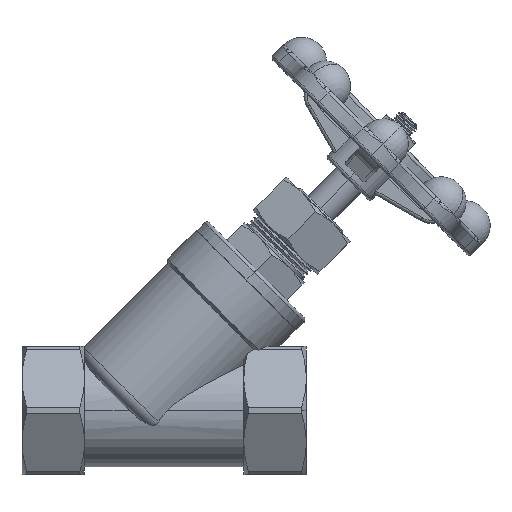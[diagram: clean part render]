
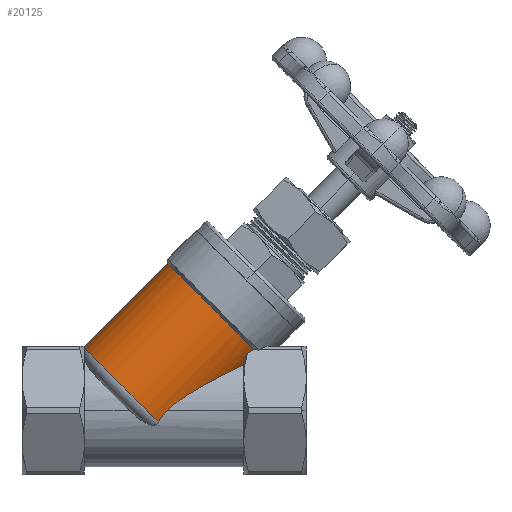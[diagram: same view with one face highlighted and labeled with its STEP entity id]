
A CAD part, top view. The second image highlights one B-rep face of the part: STEP entity #20125.
In plain terms, the highlighted cylindrical face has radius 21.5 mm (diameter 43 mm), a partial arc.
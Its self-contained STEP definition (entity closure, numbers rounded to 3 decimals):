
#1446 = CARTESIAN_POINT ( 'NONE',  ( 25.5, 15.672, 11.838 ) ) ;
#1546 = AXIS2_PLACEMENT_3D ( 'NONE', #38957, #43276, #42819 ) ;
#1891 = ORIENTED_EDGE ( 'NONE', *, *, #22608, .F. ) ;
#2161 = ORIENTED_EDGE ( 'NONE', *, *, #13716, .T. ) ;
#2762 = VERTEX_POINT ( 'NONE', #8391 ) ;
#3532 = CARTESIAN_POINT ( 'NONE',  ( 2.89, 1.678, 17.926 ) ) ;
#4365 = CARTESIAN_POINT ( 'NONE',  ( 11.048, 7.166, 16.526 ) ) ;
#4410 = CARTESIAN_POINT ( 'NONE',  ( 25.5, 14.583, 10.551 ) ) ;
#4923 = ORIENTED_EDGE ( 'NONE', *, *, #19079, .T. ) ;
#6265 = CARTESIAN_POINT ( 'NONE',  ( 17.389, 10.6, 14.611 ) ) ;
#6320 = ORIENTED_EDGE ( 'NONE', *, *, #42340, .F. ) ;
#6462 = EDGE_CURVE ( 'NONE', #2762, #13320, #14341, .T. ) ;
#6873 = ORIENTED_EDGE ( 'NONE', *, *, #18157, .T. ) ;
#7208 = DIRECTION ( 'NONE',  ( -0.707, 0.707, 0. ) ) ;
#7230 = CARTESIAN_POINT ( 'NONE',  ( -25.5, 19.899, 4.185 ) ) ;
#7798 = CARTESIAN_POINT ( 'NONE',  ( 25.5, 16.287, 12.45 ) ) ;
#7814 = EDGE_CURVE ( 'NONE', #9841, #13439, #20771, .T. ) ;
#7890 = CARTESIAN_POINT ( 'NONE',  ( -25.5, 20.481, 1.406 ) ) ;
#8391 = CARTESIAN_POINT ( 'NONE',  ( -25.5, 20.481, 0. ) ) ;
#8405 = EDGE_CURVE ( 'NONE', #13439, #18813, #15270, .T. ) ;
#9163 = CARTESIAN_POINT ( 'NONE',  ( 0.771, -0.281, 18. ) ) ;
#9635 = CARTESIAN_POINT ( 'NONE',  ( -1.033, -2.408, 17.849 ) ) ;
#9841 = VERTEX_POINT ( 'NONE', #23332 ) ;
#9888 = CARTESIAN_POINT ( 'NONE',  ( 12.104, 7.765, 16.253 ) ) ;
#10110 = CARTESIAN_POINT ( 'NONE',  ( 25.5, 14.583, 10.551 ) ) ;
#10392 = CARTESIAN_POINT ( 'NONE',  ( 26.251, 17.543, 12.943 ) ) ;
#10612 = CARTESIAN_POINT ( 'NONE',  ( 25.5, 16.287, 12.45 ) ) ;
#10710 = DIRECTION ( 'NONE',  ( 0.707, 0.707, 0. ) ) ;
#10875 = CARTESIAN_POINT ( 'NONE',  ( 27.998, 19.023, 12.688 ) ) ;
#10930 = CARTESIAN_POINT ( 'NONE',  ( -28.619, 17.362, 0. ) ) ;
#12399 = CIRCLE ( 'NONE', #1546, 21.5 ) ;
#13307 = CARTESIAN_POINT ( 'NONE',  ( 1.493, 0.44, 18. ) ) ;
#13320 = VERTEX_POINT ( 'NONE', #43620 ) ;
#13439 = VERTEX_POINT ( 'NONE', #20425 ) ;
#13716 = EDGE_CURVE ( 'NONE', #43288, #16451, #15053, .T. ) ;
#14341 = LINE ( 'NONE', #10930, #43582 ) ;
#15053 = CIRCLE ( 'NONE', #36843, 21.5 ) ;
#15270 = B_SPLINE_CURVE_WITH_KNOTS ( 'NONE', 3,
 ( #41554, #10392, #24279, #10612 ),
 .UNSPECIFIED., .F., .F.,
 ( 4, 4 ),
 ( 0.001, 0.004 ),
 .UNSPECIFIED. ) ;
#16030 = CARTESIAN_POINT ( 'NONE',  ( 25.5, 16.287, 12.45 ) ) ;
#16037 = VERTEX_POINT ( 'NONE', #18538 ) ;
#16232 = CARTESIAN_POINT ( 'NONE',  ( -1.477, -3.058, 17.752 ) ) ;
#16451 = VERTEX_POINT ( 'NONE', #42948 ) ;
#16717 = CARTESIAN_POINT ( 'NONE',  ( 4.85, 3.218, 17.727 ) ) ;
#17682 = CARTESIAN_POINT ( 'NONE',  ( -10.588, 4.988, 0. ) ) ;
#18157 = EDGE_CURVE ( 'NONE', #2762, #43288, #39096, .T. ) ;
#18538 = CARTESIAN_POINT ( 'NONE',  ( 25.5, 14.583, 10.551 ) ) ;
#18813 = VERTEX_POINT ( 'NONE', #16030 ) ;
#19079 = EDGE_CURVE ( 'NONE', #9841, #13320, #12399, .T. ) ;
#20125 = ADVANCED_FACE ( 'NONE', ( #22905 ), #43591, .T. ) ;
#20352 = CARTESIAN_POINT ( 'NONE',  ( 1.053, 0., 18. ) ) ;
#20425 = CARTESIAN_POINT ( 'NONE',  ( 26.626, 18.176, 13.177 ) ) ;
#20432 = CARTESIAN_POINT ( 'NONE',  ( 1.053, 0., 18. ) ) ;
#20771 =( BOUNDED_CURVE ( )  B_SPLINE_CURVE ( 3, ( #34354, #10875, #35027, #28177 ),
 .UNSPECIFIED., .F., .F. ) 
 B_SPLINE_CURVE_WITH_KNOTS ( ( 4, 4 ),
 ( 1.8, 1.843 ),
 .UNSPECIFIED. ) 
 CURVE ( )  GEOMETRIC_REPRESENTATION_ITEM ( )  RATIONAL_B_SPLINE_CURVE ( ( 1., 1., 1., 1. ) ) 
 REPRESENTATION_ITEM ( '' )  );
#20982 = B_SPLINE_CURVE_WITH_KNOTS ( 'NONE', 3,
 ( #37148, #9163, #36480, #30122, #23056, #9635, #16232, #43756 ),
 .UNSPECIFIED., .F., .F.,
 ( 4, 2, 2, 4 ),
 ( 0.03, 0.031, 0.032, 0.034 ),
 .UNSPECIFIED. ) ;
#21108 = CARTESIAN_POINT ( 'NONE',  ( -25.5, 20.287, 2.806 ) ) ;
#21677 = CARTESIAN_POINT ( 'NONE',  ( 25.5, 15.104, 11.205 ) ) ;
#22380 = ORIENTED_EDGE ( 'NONE', *, *, #6462, .F. ) ;
#22608 = EDGE_CURVE ( 'NONE', #18813, #16037, #36451, .T. ) ;
#22690 = CARTESIAN_POINT ( 'NONE',  ( -13.416, 2.159, 0. ) ) ;
#22878 = EDGE_LOOP ( 'NONE', ( #22380, #6873, #2161, #6320, #28128, #1891, #29769, #23853, #4923 ) ) ;
#22905 = FACE_OUTER_BOUND ( 'NONE', #22878, .T. ) ;
#23056 = CARTESIAN_POINT ( 'NONE',  ( -0.295, -1.472, 17.942 ) ) ;
#23332 = CARTESIAN_POINT ( 'NONE',  ( 28.683, 19.457, 12.438 ) ) ;
#23755 = DIRECTION ( 'NONE',  ( -0.707, 0.707, 0. ) ) ;
#23778 = CARTESIAN_POINT ( 'NONE',  ( 7.911, 5.281, 17.222 ) ) ;
#23853 = ORIENTED_EDGE ( 'NONE', *, *, #7814, .F. ) ;
#24242 = CARTESIAN_POINT ( 'NONE',  ( 8.951, 5.924, 17.01 ) ) ;
#24279 = CARTESIAN_POINT ( 'NONE',  ( 25.875, 16.913, 12.7 ) ) ;
#27937 = B_SPLINE_CURVE_WITH_KNOTS ( 'NONE', 3,
 ( #10110, #35518, #37861, #44470, #37404, #6265, #38306, #9888, #4365, #24242, #23778, #44906, #16717, #34018, #3532, #30621, #13307, #20352 ),
 .UNSPECIFIED., .F., .F.,
 ( 4, 2, 2, 2, 2, 2, 2, 2, 4 ),
 ( 0., 0.004, 0.007, 0.015, 0.019, 0.022, 0.026, 0.028, 0.03 ),
 .UNSPECIFIED. ) ;
#28128 = ORIENTED_EDGE ( 'NONE', *, *, #29854, .F. ) ;
#28177 = CARTESIAN_POINT ( 'NONE',  ( 26.626, 18.176, 13.177 ) ) ;
#29769 = ORIENTED_EDGE ( 'NONE', *, *, #8405, .F. ) ;
#29854 = EDGE_CURVE ( 'NONE', #16037, #36538, #27937, .T. ) ;
#30122 = CARTESIAN_POINT ( 'NONE',  ( -0.036, -1.165, 17.965 ) ) ;
#30621 = CARTESIAN_POINT ( 'NONE',  ( 1.95, 0.862, 17.984 ) ) ;
#34018 = CARTESIAN_POINT ( 'NONE',  ( 3.374, 2.073, 17.884 ) ) ;
#34354 = CARTESIAN_POINT ( 'NONE',  ( 28.683, 19.457, 12.438 ) ) ;
#35027 = CARTESIAN_POINT ( 'NONE',  ( 27.312, 18.596, 12.935 ) ) ;
#35518 = CARTESIAN_POINT ( 'NONE',  ( 24.527, 14.12, 11.192 ) ) ;
#35630 = DIRECTION ( 'NONE',  ( 0.707, 0.707, 0. ) ) ;
#36322 = DIRECTION ( 'NONE',  ( 0.707, 0.707, 0. ) ) ;
#36451 =( BOUNDED_CURVE ( )  B_SPLINE_CURVE ( 3, ( #7798, #1446, #21677, #4410 ),
 .UNSPECIFIED., .F., .T. ) 
 B_SPLINE_CURVE_WITH_KNOTS ( ( 4, 4 ),
 ( 2.524, 2.629 ),
 .UNSPECIFIED. ) 
 CURVE ( )  GEOMETRIC_REPRESENTATION_ITEM ( )  RATIONAL_B_SPLINE_CURVE ( ( 1., 0.999, 0.999, 1. ) ) 
 REPRESENTATION_ITEM ( '' )  );
#36480 = CARTESIAN_POINT ( 'NONE',  ( 0.497, -0.57, 17.993 ) ) ;
#36538 = VERTEX_POINT ( 'NONE', #20432 ) ;
#36843 = AXIS2_PLACEMENT_3D ( 'NONE', #17682, #35630, #7208 ) ;
#37148 = CARTESIAN_POINT ( 'NONE',  ( 1.053, 0., 18. ) ) ;
#37404 = CARTESIAN_POINT ( 'NONE',  ( 20.489, 12.155, 13.294 ) ) ;
#37861 = CARTESIAN_POINT ( 'NONE',  ( 23.532, 13.642, 11.765 ) ) ;
#38306 = CARTESIAN_POINT ( 'NONE',  ( 15.282, 9.512, 15.338 ) ) ;
#38957 = CARTESIAN_POINT ( 'NONE',  ( 16.282, 31.858, 0. ) ) ;
#39050 = CARTESIAN_POINT ( 'NONE',  ( -25.5, 20.481, 0. ) ) ;
#39096 =( BOUNDED_CURVE ( )  B_SPLINE_CURVE ( 3, ( #39050, #7890, #21108, #7230 ),
 .UNSPECIFIED., .F., .T. ) 
 B_SPLINE_CURVE_WITH_KNOTS ( ( 4, 4 ),
 ( 0., 0.196 ),
 .UNSPECIFIED. ) 
 CURVE ( )  GEOMETRIC_REPRESENTATION_ITEM ( )  RATIONAL_B_SPLINE_CURVE ( ( 1., 0.997, 0.997, 1. ) ) 
 REPRESENTATION_ITEM ( '' )  );
#40028 = AXIS2_PLACEMENT_3D ( 'NONE', #22690, #36322, #23755 ) ;
#41554 = CARTESIAN_POINT ( 'NONE',  ( 26.626, 18.176, 13.177 ) ) ;
#42340 = EDGE_CURVE ( 'NONE', #36538, #16451, #20982, .T. ) ;
#42819 = DIRECTION ( 'NONE',  ( -0.707, 0.707, 0. ) ) ;
#42948 = CARTESIAN_POINT ( 'NONE',  ( -1.864, -3.736, 17.608 ) ) ;
#43135 = CARTESIAN_POINT ( 'NONE',  ( -25.5, 19.899, 4.185 ) ) ;
#43276 = DIRECTION ( 'NONE',  ( -0.707, -0.707, 0. ) ) ;
#43288 = VERTEX_POINT ( 'NONE', #43135 ) ;
#43582 = VECTOR ( 'NONE', #10710, 1000. ) ;
#43591 = CYLINDRICAL_SURFACE ( 'NONE', #40028, 21.5 ) ;
#43620 = CARTESIAN_POINT ( 'NONE',  ( 1.079, 47.06, 0. ) ) ;
#43756 = CARTESIAN_POINT ( 'NONE',  ( -1.864, -3.736, 17.608 ) ) ;
#44470 = CARTESIAN_POINT ( 'NONE',  ( 21.513, 12.659, 12.817 ) ) ;
#44906 = CARTESIAN_POINT ( 'NONE',  ( 5.861, 3.928, 17.58 ) ) ;
